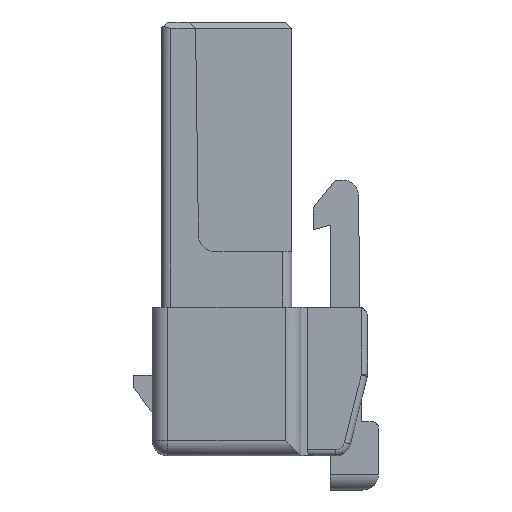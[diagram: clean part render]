
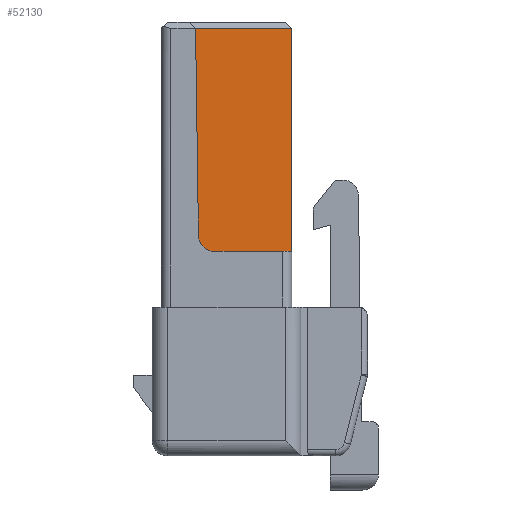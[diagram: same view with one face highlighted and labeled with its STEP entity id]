
A CAD part, left-side view. The second image highlights one B-rep face of the part: STEP entity #52130.
In plain terms, the highlighted planar face has unit normal (-1, 0, 0).
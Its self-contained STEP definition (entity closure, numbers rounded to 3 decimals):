
#50070=CARTESIAN_POINT('',(-4.6,-1.975,6.6));
#50080=VERTEX_POINT('',#50070);
#50110=CARTESIAN_POINT('',(-4.6,-1.975,14.848));
#50120=DIRECTION('',(0.,0.,1.));
#50130=VECTOR('',#50120,1.);
#50140=LINE('',#50110,#50130);
#50150=CARTESIAN_POINT('',(-4.6,-1.975,13.8));
#50160=VERTEX_POINT('',#50150);
#50170=EDGE_CURVE('',#50080,#50160,#50140,.T.);
#51570=CARTESIAN_POINT('',(-4.6,35.211,13.8));
#51580=DIRECTION('',(0.,-1.,0.));
#51590=VECTOR('',#51580,1.);
#51600=LINE('',#51570,#51590);
#51610=CARTESIAN_POINT('',(-4.6,1.125,13.8));
#51620=VERTEX_POINT('',#51610);
#51630=EDGE_CURVE('',#51620,#50160,#51600,.T.);
#51810=CARTESIAN_POINT('',(-4.6,-2.06,6.412));
#51820=DIRECTION('',(-1.,0.,0.));
#51830=DIRECTION('',(0.,0.,1.));
#51840=AXIS2_PLACEMENT_3D('',#51810,#51820,#51830);
#51850=PLANE('',#51840);
#51860=CARTESIAN_POINT('',(-4.6,0.532,7.1));
#51870=DIRECTION('',(-1.,0.,0.));
#51880=DIRECTION('',(0.,0.,1.));
#51890=AXIS2_PLACEMENT_3D('',#51860,#51870,#51880);
#51900=CIRCLE('',#51890,0.5);
#51910=CARTESIAN_POINT('',(-4.6,1.032,7.093));
#51920=VERTEX_POINT('',#51910);
#51930=CARTESIAN_POINT('',(-4.6,0.532,6.6));
#51940=VERTEX_POINT('',#51930);
#51950=EDGE_CURVE('',#51920,#51940,#51900,.T.);
#51960=ORIENTED_EDGE('',*,*,#51950,.T.);
#51970=CARTESIAN_POINT('',(-4.6,1.14,14.848));
#51980=DIRECTION('',(0.,-0.014,-1.));
#51990=VECTOR('',#51980,1.);
#52000=LINE('',#51970,#51990);
#52010=EDGE_CURVE('',#51620,#51920,#52000,.T.);
#52020=ORIENTED_EDGE('',*,*,#52010,.T.);
#52030=ORIENTED_EDGE('',*,*,#51630,.F.);
#52040=ORIENTED_EDGE('',*,*,#50170,.T.);
#52050=CARTESIAN_POINT('',(-4.6,35.211,6.6));
#52060=DIRECTION('',(0.,-1.,0.));
#52070=VECTOR('',#52060,1.);
#52080=LINE('',#52050,#52070);
#52090=EDGE_CURVE('',#51940,#50080,#52080,.T.);
#52100=ORIENTED_EDGE('',*,*,#52090,.T.);
#52110=EDGE_LOOP('',(#52100,#52040,#52030,#52020,#51960));
#52120=FACE_OUTER_BOUND('',#52110,.T.);
#52130=ADVANCED_FACE('',(#52120),#51850,.T.);
